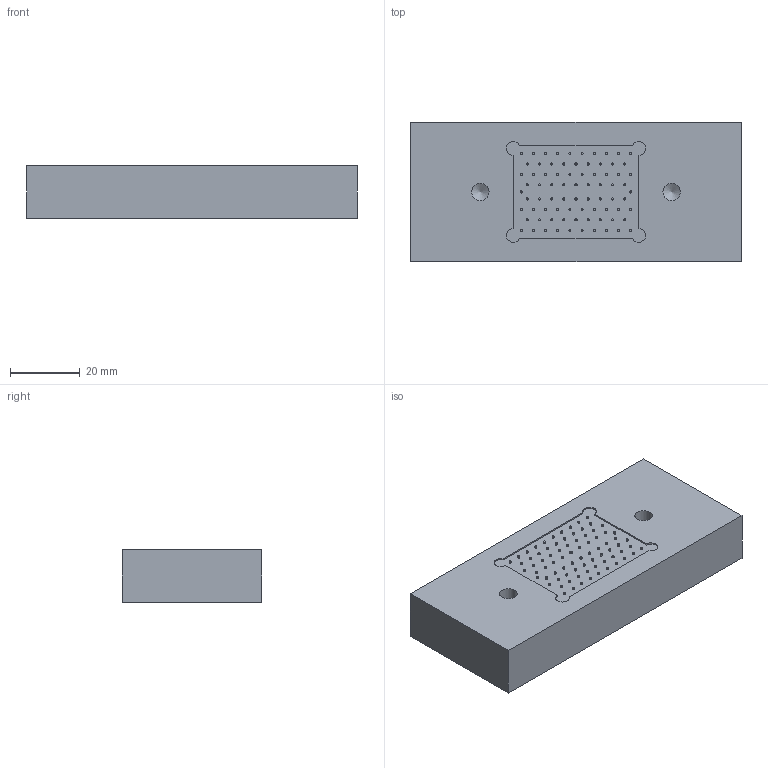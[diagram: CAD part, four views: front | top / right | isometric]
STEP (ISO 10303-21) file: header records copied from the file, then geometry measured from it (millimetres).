
FILE_DESCRIPTION(/* description */ ('Unknown'),/* implementation_level */ '2;1');
FILE_NAME(/* name */ 'flow0-0F-TIM',/* time_stamp */ '2017-07-10T13:14:37+02:00',/* author */ ('Unknown'),/* organization */ ('Unknown'),/* preprocessor_version */ 'ST-DEVELOPER v16.7',/* originating_system */ 'DEX',/* authorisation */ $);
FILE_SCHEMA (('AUTOMOTIVE_DESIGN {1 0 10303 214 3 1 1}'));
Length unit declared in the file: millimetre
Products named in the file (1): flow0-0F-TIM
Bounding box: 95 x 40 x 15 mm (x, y, z)
Volume: 55977.1 mm3; surface area: 12333.7 mm2
Topology: 1 solids, 1 shells, 221 faces, 434 edges, 301 vertices
Faces by surface type: plane 119, cylinder 88, bspline 10, cone 4
Full cylindrical faces by diameter (mm): 0.6 x78, 3.242 x4, 5 x2
Entity records: 7146 total; most frequent: CARTESIAN_POINT 1511, DIRECTION 875, ORIENTED_EDGE 594, FACE_BOUND 403, EDGE_LOOP 399, AXIS2_PLACEMENT_3D 386, EDGE_CURVE 297, VERTEX_POINT 260
